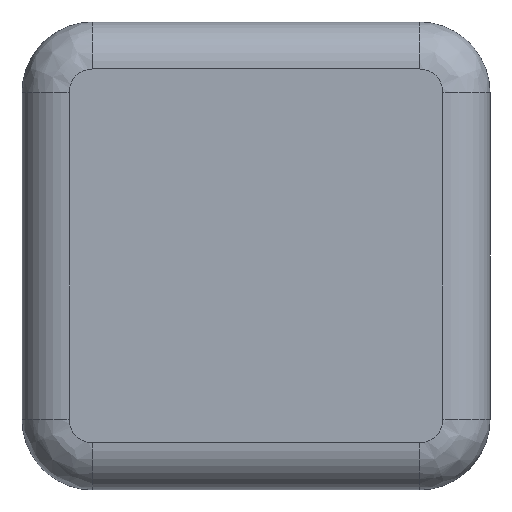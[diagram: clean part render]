
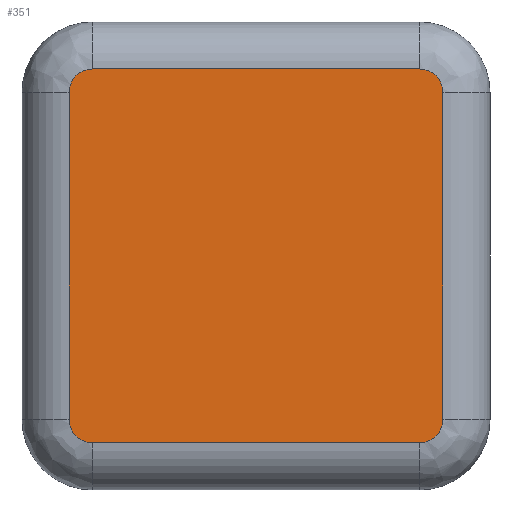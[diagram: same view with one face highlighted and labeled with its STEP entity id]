
A CAD part, top view. The second image highlights one B-rep face of the part: STEP entity #351.
In plain terms, the highlighted planar face has unit normal (0, 0, 1).
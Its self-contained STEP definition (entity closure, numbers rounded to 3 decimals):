
#33=CIRCLE('',#384,1.);
#37=CIRCLE('',#389,1.);
#41=CIRCLE('',#394,1.);
#45=CIRCLE('',#399,1.);
#69=FACE_OUTER_BOUND('',#90,.T.);
#90=EDGE_LOOP('',(#302,#303,#304,#305,#306,#307,#308,#309));
#114=LINE('',#583,#141);
#116=LINE('',#603,#143);
#118=LINE('',#623,#145);
#120=LINE('',#640,#147);
#141=VECTOR('',#471,10.);
#143=VECTOR('',#483,10.);
#145=VECTOR('',#495,10.);
#147=VECTOR('',#505,10.);
#164=VERTEX_POINT('',#571);
#165=VERTEX_POINT('',#573);
#167=VERTEX_POINT('',#579);
#169=VERTEX_POINT('',#593);
#171=VERTEX_POINT('',#599);
#173=VERTEX_POINT('',#613);
#175=VERTEX_POINT('',#619);
#177=VERTEX_POINT('',#633);
#204=EDGE_CURVE('',#164,#165,#33,.T.);
#209=EDGE_CURVE('',#165,#167,#114,.T.);
#210=EDGE_CURVE('',#167,#169,#37,.T.);
#215=EDGE_CURVE('',#169,#171,#116,.T.);
#216=EDGE_CURVE('',#171,#173,#41,.T.);
#221=EDGE_CURVE('',#173,#175,#118,.T.);
#222=EDGE_CURVE('',#175,#177,#45,.T.);
#226=EDGE_CURVE('',#177,#164,#120,.T.);
#302=ORIENTED_EDGE('',*,*,#204,.F.);
#303=ORIENTED_EDGE('',*,*,#226,.F.);
#304=ORIENTED_EDGE('',*,*,#222,.F.);
#305=ORIENTED_EDGE('',*,*,#221,.F.);
#306=ORIENTED_EDGE('',*,*,#216,.F.);
#307=ORIENTED_EDGE('',*,*,#215,.F.);
#308=ORIENTED_EDGE('',*,*,#210,.F.);
#309=ORIENTED_EDGE('',*,*,#209,.F.);
#330=PLANE('',#403);
#351=ADVANCED_FACE('',(#69),#330,.T.);
#384=AXIS2_PLACEMENT_3D('',#574,#460,#461);
#389=AXIS2_PLACEMENT_3D('',#594,#472,#473);
#394=AXIS2_PLACEMENT_3D('',#614,#484,#485);
#399=AXIS2_PLACEMENT_3D('',#634,#496,#497);
#403=AXIS2_PLACEMENT_3D('',#641,#506,#507);
#460=DIRECTION('center_axis',(0.,0.,-1.));
#461=DIRECTION('ref_axis',(-0.707,-0.707,0.));
#471=DIRECTION('',(0.,1.,0.));
#472=DIRECTION('center_axis',(0.,0.,-1.));
#473=DIRECTION('ref_axis',(-0.707,0.707,0.));
#483=DIRECTION('',(1.,0.,0.));
#484=DIRECTION('center_axis',(0.,0.,-1.));
#485=DIRECTION('ref_axis',(0.707,0.707,0.));
#495=DIRECTION('',(0.,-1.,0.));
#496=DIRECTION('center_axis',(0.,0.,-1.));
#497=DIRECTION('ref_axis',(0.707,-0.707,0.));
#505=DIRECTION('',(-1.,0.,0.));
#506=DIRECTION('center_axis',(0.,0.,1.));
#507=DIRECTION('ref_axis',(1.,0.,0.));
#571=CARTESIAN_POINT('',(3.,2.,2.));
#573=CARTESIAN_POINT('',(2.,3.,2.));
#574=CARTESIAN_POINT('Origin',(3.,3.,2.));
#579=CARTESIAN_POINT('',(2.,16.9,2.));
#583=CARTESIAN_POINT('',(2.,14.925,2.));
#593=CARTESIAN_POINT('',(3.,17.9,2.));
#594=CARTESIAN_POINT('Origin',(3.,16.9,2.));
#599=CARTESIAN_POINT('',(16.9,17.9,2.));
#603=CARTESIAN_POINT('',(14.925,17.9,2.));
#613=CARTESIAN_POINT('',(17.9,16.9,2.));
#614=CARTESIAN_POINT('Origin',(16.9,16.9,2.));
#619=CARTESIAN_POINT('',(17.9,3.,2.));
#623=CARTESIAN_POINT('',(17.9,4.975,2.));
#633=CARTESIAN_POINT('',(16.9,2.,2.));
#634=CARTESIAN_POINT('Origin',(16.9,3.,2.));
#640=CARTESIAN_POINT('',(4.975,2.,2.));
#641=CARTESIAN_POINT('Origin',(9.95,9.95,2.));
